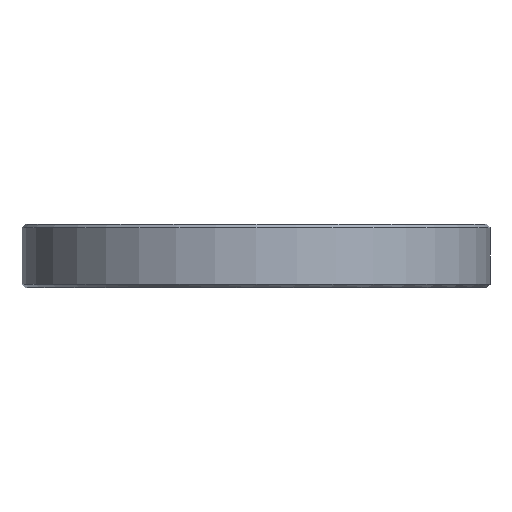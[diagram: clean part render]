
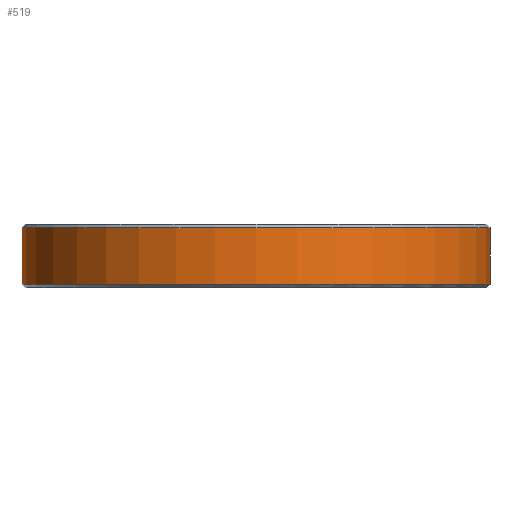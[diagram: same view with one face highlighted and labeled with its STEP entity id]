
A CAD part, front view. The second image highlights one B-rep face of the part: STEP entity #519.
In plain terms, the highlighted cylindrical face has radius 26 mm (diameter 52 mm), a full revolution.
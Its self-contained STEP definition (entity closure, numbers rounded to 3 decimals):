
#98=CIRCLE('',#600,26.);
#101=CIRCLE('',#604,26.);
#102=CIRCLE('',#605,26.);
#142=FACE_OUTER_BOUND('',#181,.T.);
#181=EDGE_LOOP('',(#404,#405,#406,#407,#408));
#222=LINE('',#908,#236);
#236=VECTOR('',#714,26.);
#257=VERTEX_POINT('',#897);
#259=VERTEX_POINT('',#904);
#260=VERTEX_POINT('',#905);
#329=EDGE_CURVE('',#257,#257,#98,.T.);
#333=EDGE_CURVE('',#259,#260,#101,.T.);
#334=EDGE_CURVE('',#260,#259,#102,.T.);
#335=EDGE_CURVE('',#260,#257,#222,.T.);
#404=ORIENTED_EDGE('',*,*,#333,.F.);
#405=ORIENTED_EDGE('',*,*,#334,.F.);
#406=ORIENTED_EDGE('',*,*,#335,.T.);
#407=ORIENTED_EDGE('',*,*,#329,.T.);
#408=ORIENTED_EDGE('',*,*,#335,.F.);
#509=CYLINDRICAL_SURFACE('',#603,26.);
#519=ADVANCED_FACE('',(#142),#509,.T.);
#600=AXIS2_PLACEMENT_3D('',#898,#701,#702);
#603=AXIS2_PLACEMENT_3D('',#903,#708,#709);
#604=AXIS2_PLACEMENT_3D('',#906,#710,#711);
#605=AXIS2_PLACEMENT_3D('',#907,#712,#713);
#701=DIRECTION('center_axis',(0.,0.,1.));
#702=DIRECTION('ref_axis',(1.,0.,0.));
#708=DIRECTION('center_axis',(0.,0.,1.));
#709=DIRECTION('ref_axis',(1.,0.,0.));
#710=DIRECTION('center_axis',(0.,0.,1.));
#711=DIRECTION('ref_axis',(1.,0.,0.));
#712=DIRECTION('center_axis',(0.,0.,1.));
#713=DIRECTION('ref_axis',(1.,0.,0.));
#714=DIRECTION('',(0.,0.,-1.));
#897=CARTESIAN_POINT('',(-26.,0.,-3.15));
#898=CARTESIAN_POINT('Origin',(0.,0.,-3.15));
#903=CARTESIAN_POINT('Origin',(0.,0.,3.5));
#904=CARTESIAN_POINT('',(26.,0.,3.15));
#905=CARTESIAN_POINT('',(-26.,0.,3.15));
#906=CARTESIAN_POINT('Origin',(0.,0.,3.15));
#907=CARTESIAN_POINT('Origin',(0.,0.,3.15));
#908=CARTESIAN_POINT('',(-26.,0.,3.5));
